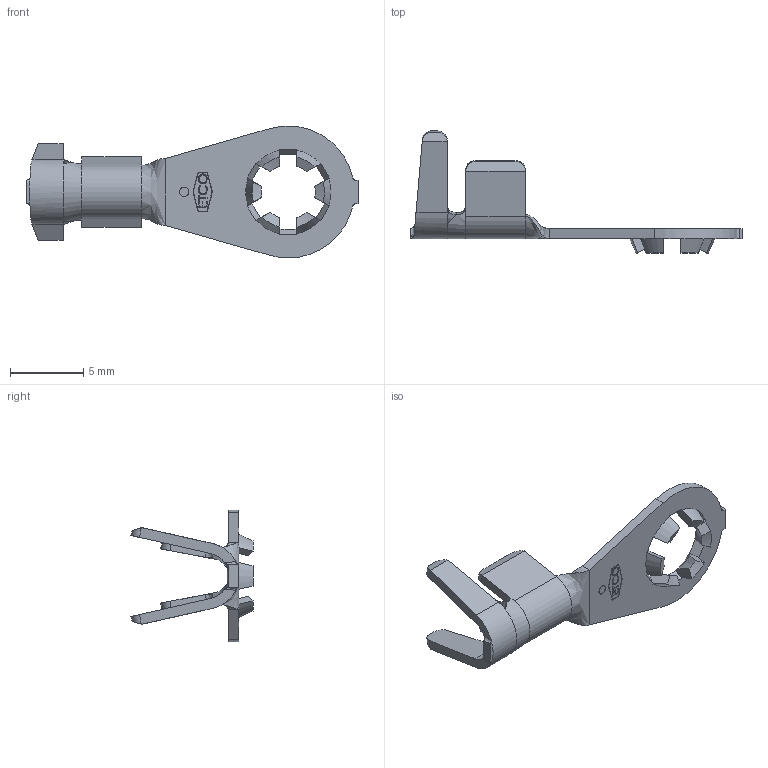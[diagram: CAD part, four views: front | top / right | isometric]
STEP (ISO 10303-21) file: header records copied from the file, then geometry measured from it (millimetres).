
FILE_DESCRIPTION (( 'STEP AP203' ), '1' );
FILE_NAME ('02135.STEP', '2015-02-05T19:56:49', ( '' ), ( '' ), 'SwSTEP 2.0', 'SolidWorks 2014', '' );
FILE_SCHEMA (( 'CONFIG_CONTROL_DESIGN' ));
Length unit declared in the file: inch
Products named in the file (1): 02135
Bounding box: 22.67 x 8.33 x 9.01 mm (x, y, z)
Volume: 114.8 mm3; surface area: 424.3 mm2
Topology: 1 solids, 1 shells, 230 faces, 606 edges, 386 vertices
Faces by surface type: plane 132, bspline 37, cylinder 31, cone 28, torus 2
Entity records: 8710 total; most frequent: CARTESIAN_POINT 3347, ORIENTED_EDGE 1212, DIRECTION 918, EDGE_CURVE 606, VERTEX_POINT 386, VECTOR 366, LINE 366, AXIS2_PLACEMENT_3D 276
